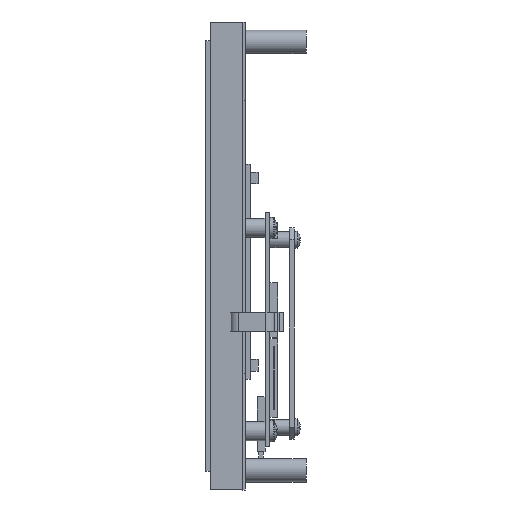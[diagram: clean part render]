
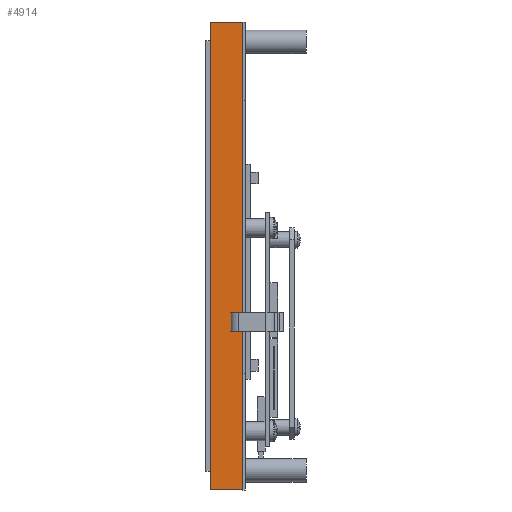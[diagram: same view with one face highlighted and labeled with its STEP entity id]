
A CAD part, left-side view. The second image highlights one B-rep face of the part: STEP entity #4914.
In plain terms, the highlighted planar face has unit normal (-1, 0, 0).
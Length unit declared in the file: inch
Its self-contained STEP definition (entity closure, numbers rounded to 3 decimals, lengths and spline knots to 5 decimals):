
#700 = CARTESIAN_POINT ( 'NONE',  ( -3.951, 0., 2.995 ) ) ;
#706 = DIRECTION ( 'NONE',  ( 0., 0., -1. ) ) ;
#2552 = LINE ( 'NONE', #4027, #2555 ) ;
#2554 = LINE ( 'NONE', #4029, #2557 ) ;
#2555 = VECTOR ( 'NONE', #4028, 39.37008 ) ;
#2557 = VECTOR ( 'NONE', #4030, 39.37008 ) ;
#2562 = LINE ( 'NONE', #4036, #2565 ) ;
#2565 = VECTOR ( 'NONE', #4037, 39.37008 ) ;
#4027 = CARTESIAN_POINT ( 'NONE',  ( -3.951, -0.413, -2.99 ) ) ;
#4028 = DIRECTION ( 'NONE',  ( 0., 1., 0. ) ) ;
#4029 = CARTESIAN_POINT ( 'NONE',  ( -3.951, -0.413, 2.995 ) ) ;
#4030 = DIRECTION ( 'NONE',  ( 0., 1., 0. ) ) ;
#4036 = CARTESIAN_POINT ( 'NONE',  ( -3.951, -0.413, 2.995 ) ) ;
#4037 = DIRECTION ( 'NONE',  ( 0., 0., -1. ) ) ;
#4914 = ADVANCED_FACE ( 'NONE', ( #7986 ), #14789, .F. ) ;
#5529 = VERTEX_POINT ( 'NONE', #20305 ) ;
#5701 = VERTEX_POINT ( 'NONE', #20328 ) ;
#5753 = VERTEX_POINT ( 'NONE', #20342 ) ;
#5788 = VERTEX_POINT ( 'NONE', #20343 ) ;
#6108 = EDGE_CURVE ( 'NONE', #5529, #5788, #9853, .T. ) ;
#7986 = FACE_OUTER_BOUND ( 'NONE', #13331, .T. ) ;
#8205 = AXIS2_PLACEMENT_3D ( 'NONE', #14782, #14791, #14792 ) ;
#9853 = LINE ( 'NONE', #700, #9858 ) ;
#9858 = VECTOR ( 'NONE', #706, 39.37008 ) ;
#13251 = ORIENTED_EDGE ( 'NONE', *, *, #6108, .T. ) ;
#13273 = ORIENTED_EDGE ( 'NONE', *, *, #13668, .F. ) ;
#13279 = ORIENTED_EDGE ( 'NONE', *, *, #13663, .F. ) ;
#13284 = ORIENTED_EDGE ( 'NONE', *, *, #13664, .T. ) ;
#13331 = EDGE_LOOP ( 'NONE', ( #13251, #13279, #13273, #13284 ) ) ;
#13663 = EDGE_CURVE ( 'NONE', #5753, #5788, #2552, .T. ) ;
#13664 = EDGE_CURVE ( 'NONE', #5701, #5529, #2554, .T. ) ;
#13668 = EDGE_CURVE ( 'NONE', #5701, #5753, #2562, .T. ) ;
#14782 = CARTESIAN_POINT ( 'NONE',  ( -3.951, -0.413, 2.995 ) ) ;
#14789 = PLANE ( 'NONE',  #8205 ) ;
#14791 = DIRECTION ( 'NONE',  ( 1., 0., 0. ) ) ;
#14792 = DIRECTION ( 'NONE',  ( 0., 0., -1. ) ) ;
#20305 = CARTESIAN_POINT ( 'NONE',  ( -3.951, 0., 2.995 ) ) ;
#20328 = CARTESIAN_POINT ( 'NONE',  ( -3.951, -0.413, 2.995 ) ) ;
#20342 = CARTESIAN_POINT ( 'NONE',  ( -3.951, -0.413, -2.99 ) ) ;
#20343 = CARTESIAN_POINT ( 'NONE',  ( -3.951, 0., -2.99 ) ) ;
